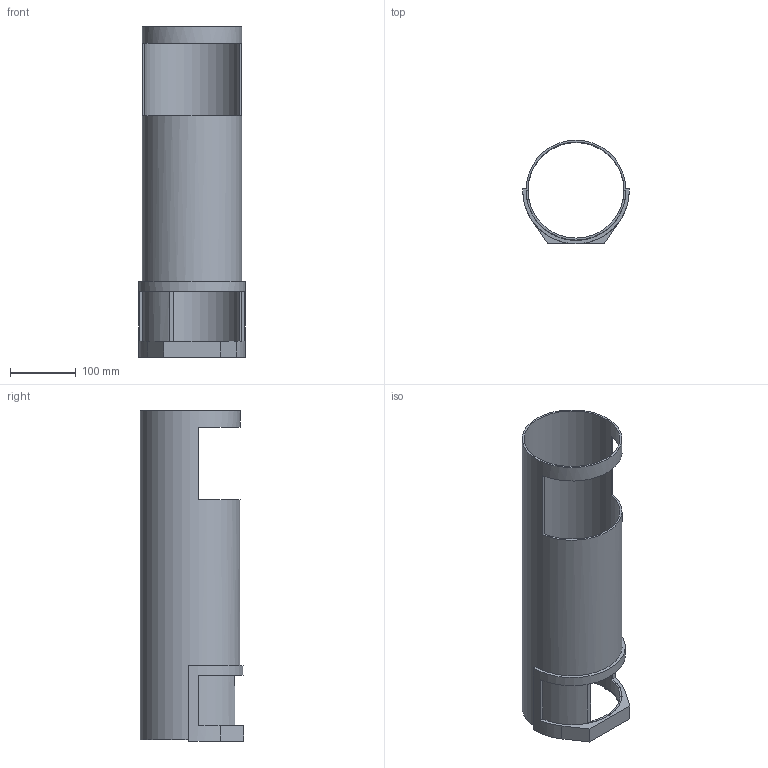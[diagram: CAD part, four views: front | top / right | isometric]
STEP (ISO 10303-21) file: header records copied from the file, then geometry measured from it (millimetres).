
FILE_DESCRIPTION(/* description */ ('Not for commercial use','CAx-IF Rec.Pracs.---Representation and Presentation of Product Manufacturing Information (PMI)---4.0---2014-10-13'),/* implementation_level */ '2;1');
FILE_NAME(/* name */ 'MK2_port-B-cutting-jig_REV2.stp',/* time_stamp */ '2024-12-08T19:40:36+01:00',/* author */ ('Capturing Dust'),/* organization */ ('Makerr.nl'),/* preprocessor_version */ 'ST-DEVELOPER v18.1',/* originating_system */ 'Autodesk Inventor 2021',/* authorisation */ '');
FILE_SCHEMA (('AP242_MANAGED_MODEL_BASED_3D_ENGINEERING_MIM_LF { 1 0 10303 442 1 1 4 }'));
Length unit declared in the file: millimetre
Products named in the file (1): MK2_port-B-cutting-jig_REV2
Bounding box: 161.74 x 156.82 x 502 mm (x, y, z)
Volume: 75412.1 mm3; surface area: 440852.5 mm2
Topology: 1 solids, 2 shells, 27 faces, 72 edges, 48 vertices
Faces by surface type: plane 22, cylinder 5
Full cylindrical faces by diameter (mm): 145.8 x1, 151.822 x1
Entity records: 910 total; most frequent: DIRECTION 152, CARTESIAN_POINT 148, ORIENTED_EDGE 144, EDGE_CURVE 72, AXIS2_PLACEMENT_3D 52, LINE 48, VECTOR 48, VERTEX_POINT 48
